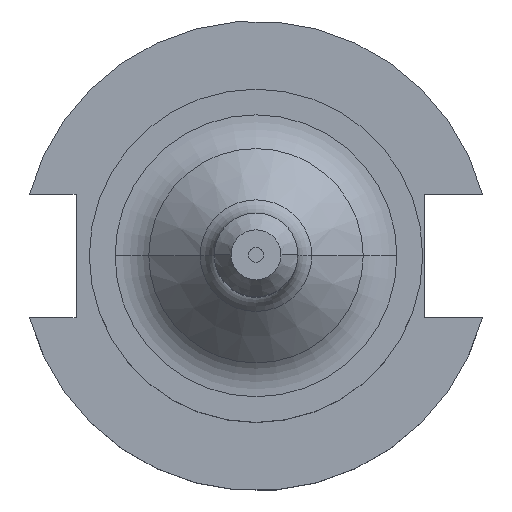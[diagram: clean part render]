
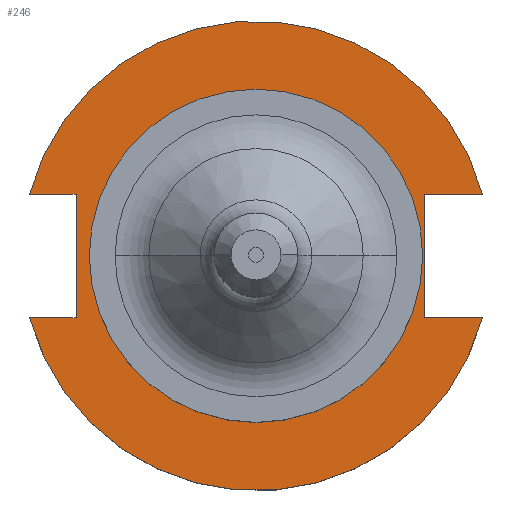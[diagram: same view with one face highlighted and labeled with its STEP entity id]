
A CAD part, top view. The second image highlights one B-rep face of the part: STEP entity #246.
In plain terms, the highlighted planar face has unit normal (0, 0, 1).
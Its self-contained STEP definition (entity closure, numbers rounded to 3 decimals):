
#16 = ORIENTED_EDGE ( 'NONE', *, *, #910, .F. ) ;
#30 = DIRECTION ( 'NONE',  ( 1., 0., 0. ) ) ;
#102 = CARTESIAN_POINT ( 'NONE',  ( 35.306, 12.954, 19.05 ) ) ;
#104 = ORIENTED_EDGE ( 'NONE', *, *, #1513, .F. ) ;
#107 = CARTESIAN_POINT ( 'NONE',  ( -63.719, -12.954, 19.05 ) ) ;
#145 = ORIENTED_EDGE ( 'NONE', *, *, #1697, .F. ) ;
#152 = CIRCLE ( 'NONE', #1206, 34.925 ) ;
#175 = EDGE_CURVE ( 'NONE', #968, #416, #1365, .T. ) ;
#177 = CARTESIAN_POINT ( 'NONE',  ( 0., 0., 19.05 ) ) ;
#191 = PLANE ( 'NONE',  #1533 ) ;
#196 = DIRECTION ( 'NONE',  ( 1., 0., 0. ) ) ;
#211 = CARTESIAN_POINT ( 'NONE',  ( -63.719, 12.954, 19.05 ) ) ;
#224 = DIRECTION ( 'NONE',  ( 0., 0., 1. ) ) ;
#246 = ADVANCED_FACE ( 'NONE', ( #920, #745 ), #191, .T. ) ;
#268 = DIRECTION ( 'NONE',  ( -1., 0., 0. ) ) ;
#299 = VERTEX_POINT ( 'NONE', #1315 ) ;
#310 = CARTESIAN_POINT ( 'NONE',  ( 0., 0., 19.05 ) ) ;
#317 = DIRECTION ( 'NONE',  ( 1., 0., 0. ) ) ;
#343 = CARTESIAN_POINT ( 'NONE',  ( 35.306, -12.954, 19.05 ) ) ;
#377 = VECTOR ( 'NONE', #1170, 1000. ) ;
#395 = EDGE_CURVE ( 'NONE', #1225, #1334, #152, .T. ) ;
#411 = AXIS2_PLACEMENT_3D ( 'NONE', #684, #967, #699 ) ;
#416 = VERTEX_POINT ( 'NONE', #619 ) ;
#457 = CARTESIAN_POINT ( 'NONE',  ( 47.477, 12.954, 19.05 ) ) ;
#471 = CARTESIAN_POINT ( 'NONE',  ( 0., 49.212, 19.05 ) ) ;
#481 = VECTOR ( 'NONE', #268, 1000. ) ;
#487 = ORIENTED_EDGE ( 'NONE', *, *, #775, .F. ) ;
#494 = CARTESIAN_POINT ( 'NONE',  ( 35.306, -12.954, 19.05 ) ) ;
#547 = CARTESIAN_POINT ( 'NONE',  ( -34.925, 0., 19.05 ) ) ;
#552 = VERTEX_POINT ( 'NONE', #924 ) ;
#559 = LINE ( 'NONE', #1004, #978 ) ;
#587 = CARTESIAN_POINT ( 'NONE',  ( 34.925, 0., 19.05 ) ) ;
#615 = DIRECTION ( 'NONE',  ( 0., 0., 1. ) ) ;
#619 = CARTESIAN_POINT ( 'NONE',  ( -47.477, 12.954, 19.05 ) ) ;
#631 = CARTESIAN_POINT ( 'NONE',  ( -37.719, 12.954, 19.05 ) ) ;
#640 = VERTEX_POINT ( 'NONE', #494 ) ;
#654 = CIRCLE ( 'NONE', #1352, 34.925 ) ;
#659 = DIRECTION ( 'NONE',  ( 1., 0., 0. ) ) ;
#671 = AXIS2_PLACEMENT_3D ( 'NONE', #310, #1002, #30 ) ;
#684 = CARTESIAN_POINT ( 'NONE',  ( 0., 0., 19.05 ) ) ;
#699 = DIRECTION ( 'NONE',  ( 1., 0., 0. ) ) ;
#719 = CARTESIAN_POINT ( 'NONE',  ( -47.477, -12.954, 19.05 ) ) ;
#722 = EDGE_LOOP ( 'NONE', ( #145, #1160 ) ) ;
#745 = FACE_OUTER_BOUND ( 'NONE', #1116, .T. ) ;
#775 = EDGE_CURVE ( 'NONE', #968, #922, #1658, .T. ) ;
#785 = ORIENTED_EDGE ( 'NONE', *, *, #1757, .F. ) ;
#788 = VECTOR ( 'NONE', #1503, 1000. ) ;
#798 = EDGE_CURVE ( 'NONE', #1373, #552, #1747, .T. ) ;
#820 = CARTESIAN_POINT ( 'NONE',  ( 35.306, 12.954, 19.05 ) ) ;
#828 = VECTOR ( 'NONE', #659, 1000. ) ;
#910 = EDGE_CURVE ( 'NONE', #299, #1487, #559, .T. ) ;
#920 = FACE_BOUND ( 'NONE', #722, .T. ) ;
#922 = VERTEX_POINT ( 'NONE', #1772 ) ;
#924 = CARTESIAN_POINT ( 'NONE',  ( 47.477, -12.954, 19.05 ) ) ;
#967 = DIRECTION ( 'NONE',  ( 0., 0., 1. ) ) ;
#968 = VERTEX_POINT ( 'NONE', #457 ) ;
#978 = VECTOR ( 'NONE', #1689, 1000. ) ;
#1002 = DIRECTION ( 'NONE',  ( 0., 0., 1. ) ) ;
#1004 = CARTESIAN_POINT ( 'NONE',  ( -37.719, 12.954, 19.05 ) ) ;
#1054 = ORIENTED_EDGE ( 'NONE', *, *, #1113, .F. ) ;
#1056 = DIRECTION ( 'NONE',  ( 1., 0., 0. ) ) ;
#1113 = EDGE_CURVE ( 'NONE', #640, #552, #1431, .T. ) ;
#1116 = EDGE_LOOP ( 'NONE', ( #1298, #1054, #1718, #487, #1193, #785, #16, #104 ) ) ;
#1149 = DIRECTION ( 'NONE',  ( 0., 0., 1. ) ) ;
#1153 = LINE ( 'NONE', #102, #788 ) ;
#1160 = ORIENTED_EDGE ( 'NONE', *, *, #395, .F. ) ;
#1170 = DIRECTION ( 'NONE',  ( 1., 0., 0. ) ) ;
#1193 = ORIENTED_EDGE ( 'NONE', *, *, #175, .T. ) ;
#1206 = AXIS2_PLACEMENT_3D ( 'NONE', #1726, #224, #1056 ) ;
#1225 = VERTEX_POINT ( 'NONE', #547 ) ;
#1279 = VECTOR ( 'NONE', #1435, 1000. ) ;
#1298 = ORIENTED_EDGE ( 'NONE', *, *, #798, .T. ) ;
#1315 = CARTESIAN_POINT ( 'NONE',  ( -37.719, -12.954, 19.05 ) ) ;
#1334 = VERTEX_POINT ( 'NONE', #587 ) ;
#1352 = AXIS2_PLACEMENT_3D ( 'NONE', #177, #1149, #317 ) ;
#1365 = CIRCLE ( 'NONE', #671, 49.212 ) ;
#1373 = VERTEX_POINT ( 'NONE', #719 ) ;
#1431 = LINE ( 'NONE', #343, #377 ) ;
#1435 = DIRECTION ( 'NONE',  ( -1., 0., 0. ) ) ;
#1487 = VERTEX_POINT ( 'NONE', #631 ) ;
#1503 = DIRECTION ( 'NONE',  ( 0., -1., 0. ) ) ;
#1513 = EDGE_CURVE ( 'NONE', #1373, #299, #1655, .T. ) ;
#1533 = AXIS2_PLACEMENT_3D ( 'NONE', #471, #615, #196 ) ;
#1540 = EDGE_CURVE ( 'NONE', #922, #640, #1153, .T. ) ;
#1632 = LINE ( 'NONE', #211, #1279 ) ;
#1655 = LINE ( 'NONE', #107, #828 ) ;
#1658 = LINE ( 'NONE', #820, #481 ) ;
#1689 = DIRECTION ( 'NONE',  ( 0., 1., 0. ) ) ;
#1697 = EDGE_CURVE ( 'NONE', #1334, #1225, #654, .T. ) ;
#1718 = ORIENTED_EDGE ( 'NONE', *, *, #1540, .F. ) ;
#1726 = CARTESIAN_POINT ( 'NONE',  ( 0., 0., 19.05 ) ) ;
#1747 = CIRCLE ( 'NONE', #411, 49.212 ) ;
#1757 = EDGE_CURVE ( 'NONE', #1487, #416, #1632, .T. ) ;
#1772 = CARTESIAN_POINT ( 'NONE',  ( 35.306, 12.954, 19.05 ) ) ;
